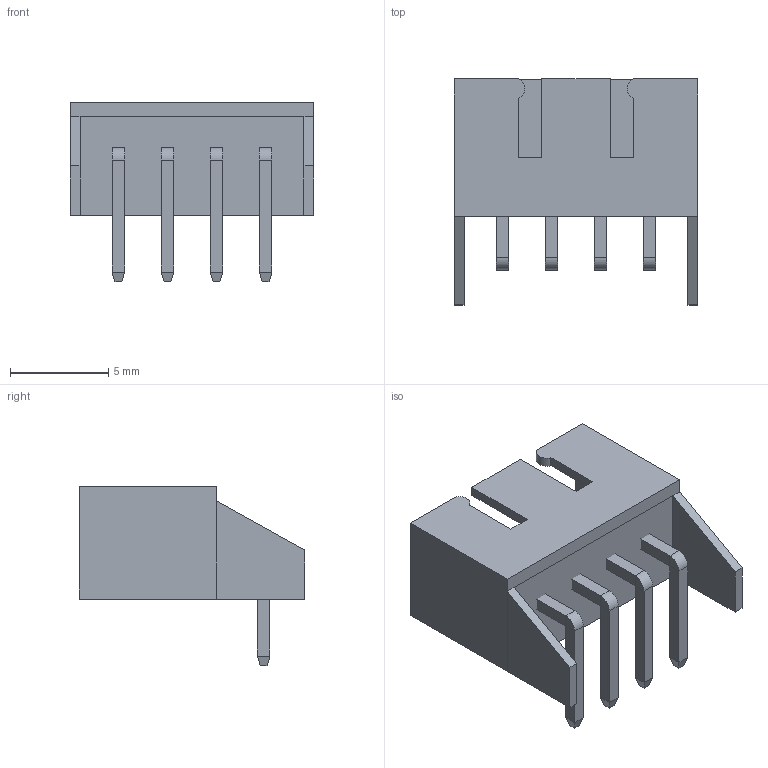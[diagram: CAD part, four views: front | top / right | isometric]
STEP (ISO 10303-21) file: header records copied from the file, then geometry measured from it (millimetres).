
FILE_DESCRIPTION(('FreeCAD Model'),'2;1');
FILE_NAME('DS_1069_A_1x04_Horizontal_cp.step','2020-04-17T20:52:02',( 'kicad StepUp'),('ksu MCAD'),'Open CASCADE STEP processor 7.3', 'FreeCAD','Unknown');
FILE_SCHEMA(('AUTOMOTIVE_DESIGN { 1 0 10303 214 1 1 1 1 }'));
Length unit declared in the file: millimetre
Products named in the file (1): DS_1069_A_1x04_Horizontal_cp
Bounding box: 12.4 x 11.5 x 9.15 mm (x, y, z)
Volume: 181.5 mm3; surface area: 818 mm2
Topology: 5 solids, 5 shells, 123 faces, 266 edges, 153 vertices
Faces by surface type: plane 85, bspline 32, cylinder 6
Entity records: 4022 total; most frequent: CARTESIAN_POINT 671, ORIENTED_EDGE 532, DIRECTION 430, EDGE_CURVE 266, LINE 222, VECTOR 222, VERTEX_POINT 153, ADVANCED_FACE 123
